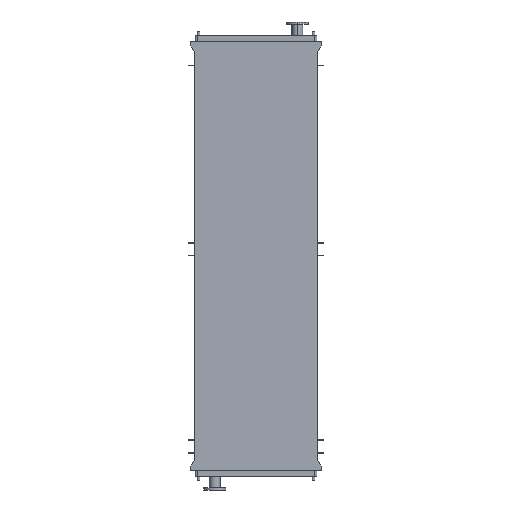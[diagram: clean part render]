
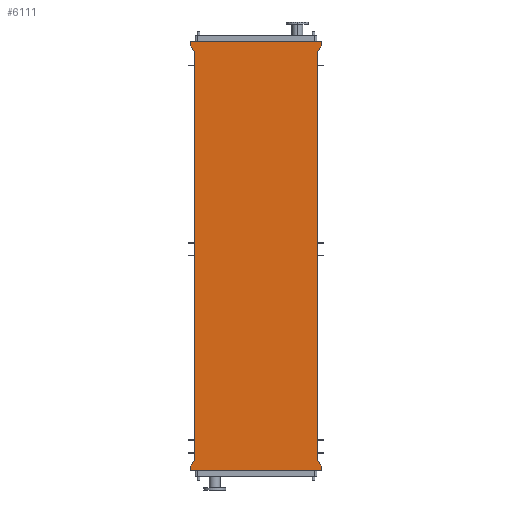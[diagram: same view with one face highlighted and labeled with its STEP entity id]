
A CAD part, front view. The second image highlights one B-rep face of the part: STEP entity #6111.
In plain terms, the highlighted planar face has unit normal (0, -1, 0).
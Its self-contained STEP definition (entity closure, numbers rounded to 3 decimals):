
#255 = CARTESIAN_POINT ( 'NONE',  ( -651., 0., -4103. ) ) ;
#382 = ORIENTED_EDGE ( 'NONE', *, *, #9246, .F. ) ;
#777 = ORIENTED_EDGE ( 'NONE', *, *, #15228, .F. ) ;
#1192 = CARTESIAN_POINT ( 'NONE',  ( 651., 0., -4103. ) ) ;
#1384 = VECTOR ( 'NONE', #16611, 1000. ) ;
#1496 = VERTEX_POINT ( 'NONE', #2179 ) ;
#1812 = DIRECTION ( 'NONE',  ( 0., 0., -1. ) ) ;
#1941 = VERTEX_POINT ( 'NONE', #1192 ) ;
#2125 = ORIENTED_EDGE ( 'NONE', *, *, #3159, .T. ) ;
#2179 = CARTESIAN_POINT ( 'NONE',  ( 605., 0., 0. ) ) ;
#2608 = LINE ( 'NONE', #19372, #4538 ) ;
#2653 = LINE ( 'NONE', #10292, #13699 ) ;
#2775 = CARTESIAN_POINT ( 'NONE',  ( -605., 0., 0. ) ) ;
#3159 = EDGE_CURVE ( 'NONE', #23188, #1496, #18010, .T. ) ;
#3641 = LINE ( 'NONE', #18461, #6345 ) ;
#3688 = CARTESIAN_POINT ( 'NONE',  ( 651., 0., -4103. ) ) ;
#4081 = ORIENTED_EDGE ( 'NONE', *, *, #9152, .F. ) ;
#4362 = DIRECTION ( 'NONE',  ( 0., -1., 0. ) ) ;
#4477 = CARTESIAN_POINT ( 'NONE',  ( -605., 0., -4050. ) ) ;
#4505 = EDGE_CURVE ( 'NONE', #23188, #1941, #22370, .T. ) ;
#4538 = VECTOR ( 'NONE', #10466, 1000. ) ;
#4971 = DIRECTION ( 'NONE',  ( -0.655, 0., 0.755 ) ) ;
#5275 = AXIS2_PLACEMENT_3D ( 'NONE', #4477, #4362, #6302 ) ;
#5586 = CARTESIAN_POINT ( 'NONE',  ( 651., 0., -4145. ) ) ;
#5659 = VECTOR ( 'NONE', #4971, 1000. ) ;
#5902 = ORIENTED_EDGE ( 'NONE', *, *, #7510, .F. ) ;
#6111 = ADVANCED_FACE ( 'NONE', ( #16201 ), #11394, .T. ) ;
#6250 = EDGE_CURVE ( 'NONE', #17710, #18101, #21252, .T. ) ;
#6302 = DIRECTION ( 'NONE',  ( 0., 0., -1. ) ) ;
#6345 = VECTOR ( 'NONE', #1812, 1000. ) ;
#7162 = VERTEX_POINT ( 'NONE', #255 ) ;
#7499 = VECTOR ( 'NONE', #12474, 1000. ) ;
#7510 = EDGE_CURVE ( 'NONE', #7162, #13737, #2608, .T. ) ;
#7934 = DIRECTION ( 'NONE',  ( -0.655, 0., -0.755 ) ) ;
#8665 = CARTESIAN_POINT ( 'NONE',  ( -651., 0., -4145. ) ) ;
#8942 = LINE ( 'NONE', #18095, #7499 ) ;
#9152 = EDGE_CURVE ( 'NONE', #23238, #15235, #14278, .T. ) ;
#9236 = CARTESIAN_POINT ( 'NONE',  ( -605., 0., 0. ) ) ;
#9246 = EDGE_CURVE ( 'NONE', #13737, #17710, #12019, .T. ) ;
#9382 = CARTESIAN_POINT ( 'NONE',  ( -651., 0., 53. ) ) ;
#9745 = VECTOR ( 'NONE', #16185, 1000. ) ;
#9856 = ORIENTED_EDGE ( 'NONE', *, *, #21277, .F. ) ;
#9977 = EDGE_LOOP ( 'NONE', ( #2125, #22045, #9856, #4081, #22498, #16258, #382, #5902, #22943, #14530, #777, #13447 ) ) ;
#10050 = CARTESIAN_POINT ( 'NONE',  ( -605., 0., -4050. ) ) ;
#10292 = CARTESIAN_POINT ( 'NONE',  ( 651., 0., -4145. ) ) ;
#10388 = CARTESIAN_POINT ( 'NONE',  ( 651., 0., 53. ) ) ;
#10466 = DIRECTION ( 'NONE',  ( 0.655, 0., 0.755 ) ) ;
#10675 = VECTOR ( 'NONE', #21806, 1000. ) ;
#11057 = DIRECTION ( 'NONE',  ( 0.655, 0., -0.755 ) ) ;
#11123 = VERTEX_POINT ( 'NONE', #10388 ) ;
#11394 = PLANE ( 'NONE',  #5275 ) ;
#12019 = LINE ( 'NONE', #13742, #23140 ) ;
#12157 = CARTESIAN_POINT ( 'NONE',  ( 605., 0., -4050. ) ) ;
#12341 = CARTESIAN_POINT ( 'NONE',  ( -651., 0., 95. ) ) ;
#12474 = DIRECTION ( 'NONE',  ( 0., 0., 1. ) ) ;
#12902 = VECTOR ( 'NONE', #11057, 1000. ) ;
#13447 = ORIENTED_EDGE ( 'NONE', *, *, #4505, .F. ) ;
#13529 = LINE ( 'NONE', #18667, #15018 ) ;
#13699 = VECTOR ( 'NONE', #23170, 1000. ) ;
#13737 = VERTEX_POINT ( 'NONE', #10050 ) ;
#13742 = CARTESIAN_POINT ( 'NONE',  ( -605., 0., -4050. ) ) ;
#14053 = CARTESIAN_POINT ( 'NONE',  ( 605., 0., -4050. ) ) ;
#14278 = LINE ( 'NONE', #17801, #16563 ) ;
#14526 = VERTEX_POINT ( 'NONE', #5586 ) ;
#14530 = ORIENTED_EDGE ( 'NONE', *, *, #17915, .F. ) ;
#14735 = VERTEX_POINT ( 'NONE', #21798 ) ;
#14789 = CARTESIAN_POINT ( 'NONE',  ( -651., 0., 53. ) ) ;
#15018 = VECTOR ( 'NONE', #7934, 1000. ) ;
#15228 = EDGE_CURVE ( 'NONE', #1941, #14526, #2653, .T. ) ;
#15235 = VERTEX_POINT ( 'NONE', #19188 ) ;
#15435 = EDGE_CURVE ( 'NONE', #14735, #7162, #8942, .T. ) ;
#15971 = DIRECTION ( 'NONE',  ( 1., 0., 0. ) ) ;
#15974 = LINE ( 'NONE', #8665, #10675 ) ;
#16185 = DIRECTION ( 'NONE',  ( 0., 0., 1. ) ) ;
#16201 = FACE_OUTER_BOUND ( 'NONE', #9977, .T. ) ;
#16258 = ORIENTED_EDGE ( 'NONE', *, *, #6250, .F. ) ;
#16563 = VECTOR ( 'NONE', #15971, 1000. ) ;
#16611 = DIRECTION ( 'NONE',  ( 0., 0., 1. ) ) ;
#17710 = VERTEX_POINT ( 'NONE', #9236 ) ;
#17801 = CARTESIAN_POINT ( 'NONE',  ( -651., 0., 95. ) ) ;
#17915 = EDGE_CURVE ( 'NONE', #14526, #14735, #15974, .T. ) ;
#18010 = LINE ( 'NONE', #12157, #9745 ) ;
#18095 = CARTESIAN_POINT ( 'NONE',  ( -651., 0., -4103. ) ) ;
#18101 = VERTEX_POINT ( 'NONE', #9382 ) ;
#18461 = CARTESIAN_POINT ( 'NONE',  ( 651., 0., 95. ) ) ;
#18667 = CARTESIAN_POINT ( 'NONE',  ( 651., 0., 53. ) ) ;
#19188 = CARTESIAN_POINT ( 'NONE',  ( 651., 0., 95. ) ) ;
#19372 = CARTESIAN_POINT ( 'NONE',  ( -605., 0., -4050. ) ) ;
#19828 = EDGE_CURVE ( 'NONE', #11123, #1496, #13529, .T. ) ;
#21161 = DIRECTION ( 'NONE',  ( 0., 0., 1. ) ) ;
#21252 = LINE ( 'NONE', #2775, #5659 ) ;
#21277 = EDGE_CURVE ( 'NONE', #15235, #11123, #3641, .T. ) ;
#21798 = CARTESIAN_POINT ( 'NONE',  ( -651., 0., -4145. ) ) ;
#21806 = DIRECTION ( 'NONE',  ( -1., 0., 0. ) ) ;
#22045 = ORIENTED_EDGE ( 'NONE', *, *, #19828, .F. ) ;
#22370 = LINE ( 'NONE', #3688, #12902 ) ;
#22498 = ORIENTED_EDGE ( 'NONE', *, *, #23267, .F. ) ;
#22943 = ORIENTED_EDGE ( 'NONE', *, *, #15435, .F. ) ;
#23140 = VECTOR ( 'NONE', #21161, 1000. ) ;
#23170 = DIRECTION ( 'NONE',  ( 0., 0., -1. ) ) ;
#23188 = VERTEX_POINT ( 'NONE', #14053 ) ;
#23238 = VERTEX_POINT ( 'NONE', #12341 ) ;
#23267 = EDGE_CURVE ( 'NONE', #18101, #23238, #23633, .T. ) ;
#23633 = LINE ( 'NONE', #14789, #1384 ) ;
